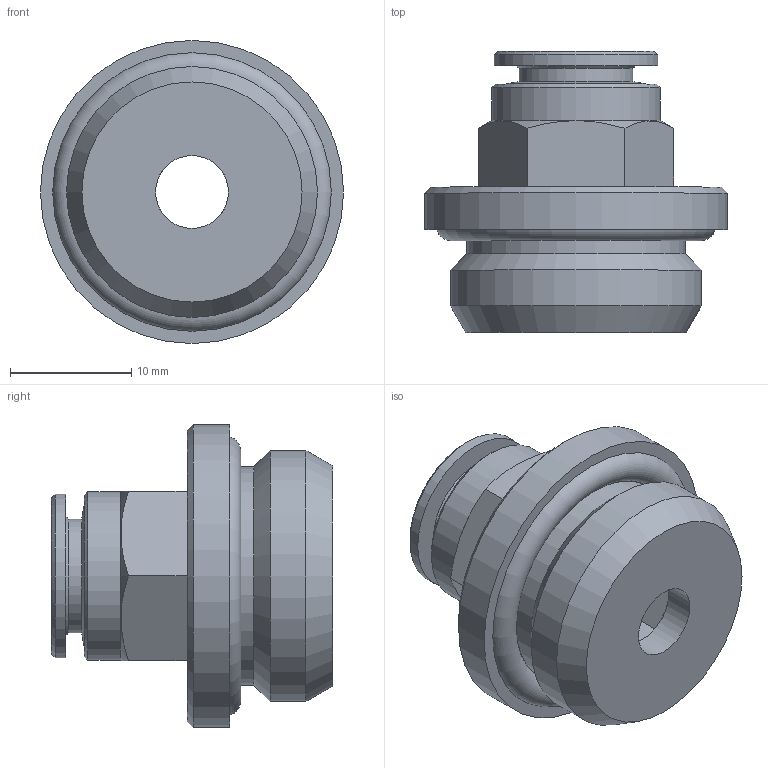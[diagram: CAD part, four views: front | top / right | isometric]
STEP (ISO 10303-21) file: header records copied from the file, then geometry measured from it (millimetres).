
FILE_DESCRIPTION( ( 'STEP AP214' ), '1' );
FILE_NAME( 'psolqas_16628_0.stp', '2020-12-01T17:08:39', ( 'License CC BY-ND 4.0' ), ( 'CADENAS' ), ' ', 'PARTsolutions', ' ' );
FILE_SCHEMA( ( 'AUTOMOTIVE_DESIGN { 1 0 10303 214 1 1 1 1 }' ) );
Length unit declared in the file: metre
Products named in the file (1): Rivoluzione2
Bounding box: 25 x 23.2 x 25 mm (x, y, z)
Volume: 4966.2 mm3; surface area: 2939.2 mm2
Topology: 1 solids, 1 shells, 45 faces, 99 edges, 61 vertices
Faces by surface type: plane 25, cone 10, cylinder 8, torus 2
Full cylindrical faces by diameter (mm): 6 x1, 8.15 x1, 9.4 x1, 13.5 x1, 13.9 x1, 18 x1, 20.7 x1, 25 x1
Entity records: 1554 total; most frequent: CARTESIAN_POINT 292, DIRECTION 184, ORIENTED_EDGE 150, AXIS2_PLACEMENT_3D 77, EDGE_CURVE 75, EDGE_LOOP 72, VERTEX_POINT 57, FACE_OUTER_BOUND 55
